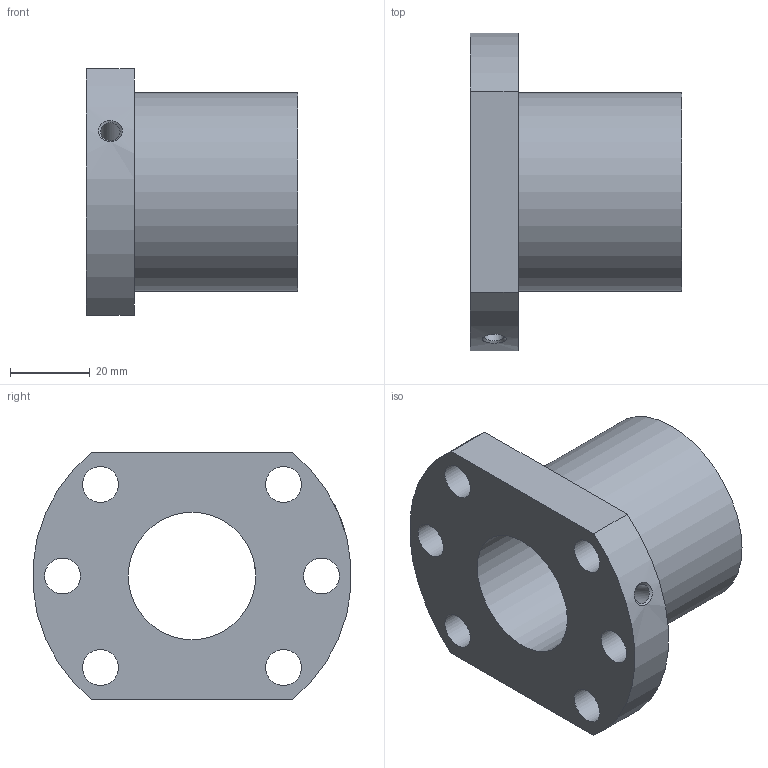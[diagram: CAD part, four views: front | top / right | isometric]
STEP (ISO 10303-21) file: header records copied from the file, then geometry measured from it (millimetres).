
FILE_DESCRIPTION(/* description */ ('BSP ballscrews-Ballscrew Configurator'),/* implementation_level */ '2;1');
FILE_NAME(/* name */ 'dai oc.stp',/* time_stamp */ '2023-09-10T11:05:57+07:00',/* author */ ('ACER'),/* organization */ ('HEPCOMOTION'),/* preprocessor_version */ 'ST-DEVELOPER v19',/* originating_system */ 'Autodesk Inventor 2023',/* authorisation */ '');
FILE_SCHEMA (('AUTOMOTIVE_DESIGN { 1 0 10303 214 3 1 1 }'));
Length unit declared in the file: millimetre
Products named in the file (1): HBSS3205R_B
Bounding box: 53 x 79.74 x 62 mm (x, y, z)
Volume: 85696.4 mm3; surface area: 23486.4 mm2
Topology: 1 solids, 1 shells, 19 faces, 49 edges, 33 vertices
Faces by surface type: cylinder 11, plane 5, cone 3
Full cylindrical faces by diameter (mm): 4.917 x1, 9 x6, 32 x1, 50 x1
Entity records: 736 total; most frequent: CARTESIAN_POINT 182, DIRECTION 106, ORIENTED_EDGE 98, EDGE_CURVE 49, AXIS2_PLACEMENT_3D 44, EDGE_LOOP 36, VERTEX_POINT 33, CIRCLE 24
